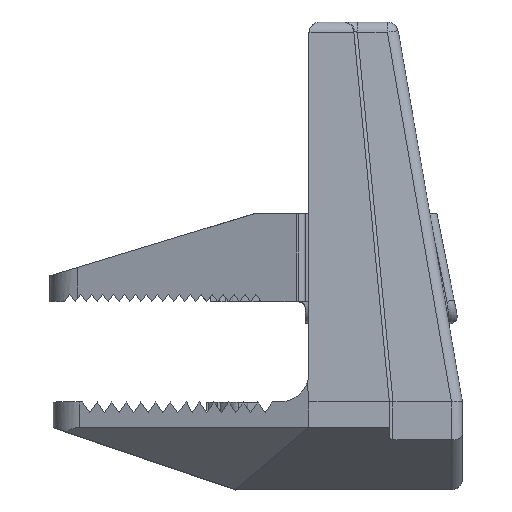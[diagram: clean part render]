
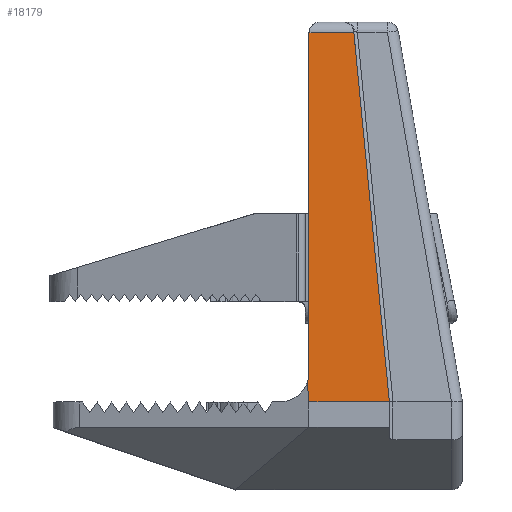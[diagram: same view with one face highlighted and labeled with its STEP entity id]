
A CAD part, top view. The second image highlights one B-rep face of the part: STEP entity #18179.
In plain terms, the highlighted planar face has unit normal (0, 0.029, 1).
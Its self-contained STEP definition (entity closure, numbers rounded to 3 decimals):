
#37 = EDGE_LOOP ( 'NONE', ( #9789, #5868, #3274, #1262, #15872, #15224, #15787 ) ) ;
#414 = CARTESIAN_POINT ( 'NONE',  ( 5., 12., 24.5 ) ) ;
#1136 = CARTESIAN_POINT ( 'NONE',  ( -6., 16., 24.385 ) ) ;
#1195 = EDGE_CURVE ( 'NONE', #8297, #5936, #13095, .T. ) ;
#1262 = ORIENTED_EDGE ( 'NONE', *, *, #9770, .T. ) ;
#1271 = CARTESIAN_POINT ( 'NONE',  ( -0.625, 62.543, 23.042 ) ) ;
#1627 = VECTOR ( 'NONE', #17910, 1000. ) ;
#1771 = LINE ( 'NONE', #16822, #6011 ) ;
#2446 = FACE_OUTER_BOUND ( 'NONE', #37, .T. ) ;
#2789 = EDGE_CURVE ( 'NONE', #15911, #8297, #1771, .T. ) ;
#3274 = ORIENTED_EDGE ( 'NONE', *, *, #14987, .T. ) ;
#3753 = CARTESIAN_POINT ( 'NONE',  ( -5.999, 62.543, 23.042 ) ) ;
#3904 = CARTESIAN_POINT ( 'NONE',  ( -6., 15.523, 24.398 ) ) ;
#4300 = PLANE ( 'NONE',  #12182 ) ;
#4880 = VECTOR ( 'NONE', #17468, 1000. ) ;
#5291 = CARTESIAN_POINT ( 'NONE',  ( -6., 12., 24.5 ) ) ;
#5868 = ORIENTED_EDGE ( 'NONE', *, *, #1195, .T. ) ;
#5936 = VERTEX_POINT ( 'NONE', #17976 ) ;
#6011 = VECTOR ( 'NONE', #18630, 1000. ) ;
#6597 = LINE ( 'NONE', #1271, #4880 ) ;
#7303 = VERTEX_POINT ( 'NONE', #1136 ) ;
#7559 = CARTESIAN_POINT ( 'NONE',  ( -6.084, 15.054, 24.412 ) ) ;
#8297 = VERTEX_POINT ( 'NONE', #21583 ) ;
#8424 = DIRECTION ( 'NONE',  ( 0.096, -0.995, 0.029 ) ) ;
#8739 = EDGE_CURVE ( 'NONE', #7303, #16174, #18060, .T. ) ;
#9092 = CARTESIAN_POINT ( 'NONE',  ( -6., 62.5, 23.043 ) ) ;
#9216 = CARTESIAN_POINT ( 'NONE',  ( -6., 62.5, 23.043 ) ) ;
#9258 = VERTEX_POINT ( 'NONE', #9092 ) ;
#9759 = CARTESIAN_POINT ( 'NONE',  ( 5.068, 12., 24.5 ) ) ;
#9770 = EDGE_CURVE ( 'NONE', #14853, #9258, #22411, .T. ) ;
#9789 = ORIENTED_EDGE ( 'NONE', *, *, #2789, .T. ) ;
#10698 = CARTESIAN_POINT ( 'NONE',  ( -6., 37.272, 23.771 ) ) ;
#10928 = CARTESIAN_POINT ( 'NONE',  ( -6., 62.529, 23.042 ) ) ;
#11202 = LINE ( 'NONE', #10698, #1627 ) ;
#11557 = DIRECTION ( 'NONE',  ( 0., 1., -0.029 ) ) ;
#12182 = AXIS2_PLACEMENT_3D ( 'NONE', #9759, #22338, #11557 ) ;
#13095 = LINE ( 'NONE', #414, #21544 ) ;
#13192 = VECTOR ( 'NONE', #8424, 1000. ) ;
#14853 = VERTEX_POINT ( 'NONE', #22190 ) ;
#14987 = EDGE_CURVE ( 'NONE', #5936, #14853, #6597, .T. ) ;
#15224 = ORIENTED_EDGE ( 'NONE', *, *, #8739, .T. ) ;
#15787 = ORIENTED_EDGE ( 'NONE', *, *, #17449, .T. ) ;
#15872 = ORIENTED_EDGE ( 'NONE', *, *, #23028, .T. ) ;
#15911 = VERTEX_POINT ( 'NONE', #5291 ) ;
#16174 = VERTEX_POINT ( 'NONE', #22130 ) ;
#16503 = CARTESIAN_POINT ( 'NONE',  ( -6., 16., 24.385 ) ) ;
#16822 = CARTESIAN_POINT ( 'NONE',  ( -0.5, 12., 24.5 ) ) ;
#17363 = CARTESIAN_POINT ( 'NONE',  ( -6.251, 14.606, 24.425 ) ) ;
#17449 = EDGE_CURVE ( 'NONE', #16174, #15911, #23324, .T. ) ;
#17468 = DIRECTION ( 'NONE',  ( -1., 0., 0. ) ) ;
#17910 = DIRECTION ( 'NONE',  ( 0., -1., 0.029 ) ) ;
#17976 = CARTESIAN_POINT ( 'NONE',  ( 0.14, 62.543, 23.042 ) ) ;
#18060 =( BOUNDED_CURVE ( )  B_SPLINE_CURVE ( 3, ( #16503, #3904, #7559, #20123 ),
 .UNSPECIFIED., .F., .F. ) 
 B_SPLINE_CURVE_WITH_KNOTS ( ( 4, 4 ),
 ( 1.571, 1.927 ),
 .UNSPECIFIED. ) 
 CURVE ( )  GEOMETRIC_REPRESENTATION_ITEM ( )  RATIONAL_B_SPLINE_CURVE ( ( 1., 0.989, 0.989, 1. ) ) 
 REPRESENTATION_ITEM ( '' )  );
#18179 = ADVANCED_FACE ( 'NONE', ( #2446 ), #4300, .T. ) ;
#18630 = DIRECTION ( 'NONE',  ( 1., 0., 0. ) ) ;
#19970 = CARTESIAN_POINT ( 'NONE',  ( -6., 62.514, 23.043 ) ) ;
#20123 = CARTESIAN_POINT ( 'NONE',  ( -6.251, 14.606, 24.425 ) ) ;
#20141 = DIRECTION ( 'NONE',  ( -0.096, 0.995, -0.029 ) ) ;
#21544 = VECTOR ( 'NONE', #20141, 1000. ) ;
#21583 = CARTESIAN_POINT ( 'NONE',  ( 5., 12., 24.5 ) ) ;
#22130 = CARTESIAN_POINT ( 'NONE',  ( -6.251, 14.606, 24.425 ) ) ;
#22190 = CARTESIAN_POINT ( 'NONE',  ( -5.999, 62.543, 23.042 ) ) ;
#22338 = DIRECTION ( 'NONE',  ( 0., 0.029, 1. ) ) ;
#22411 =( BOUNDED_CURVE ( )  B_SPLINE_CURVE ( 3, ( #3753, #10928, #19970, #9216 ),
 .UNSPECIFIED., .F., .T. ) 
 B_SPLINE_CURVE_WITH_KNOTS ( ( 4, 4 ),
 ( 4.684, 4.712 ),
 .UNSPECIFIED. ) 
 CURVE ( )  GEOMETRIC_REPRESENTATION_ITEM ( )  RATIONAL_B_SPLINE_CURVE ( ( 1., 1., 1., 1. ) ) 
 REPRESENTATION_ITEM ( '' )  );
#23028 = EDGE_CURVE ( 'NONE', #9258, #7303, #11202, .T. ) ;
#23324 = LINE ( 'NONE', #17363, #13192 ) ;
